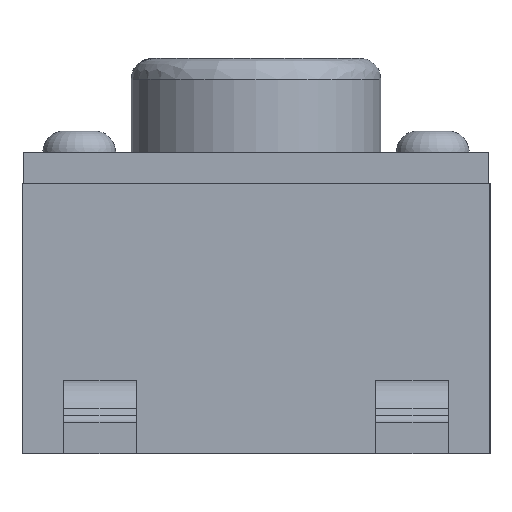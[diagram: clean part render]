
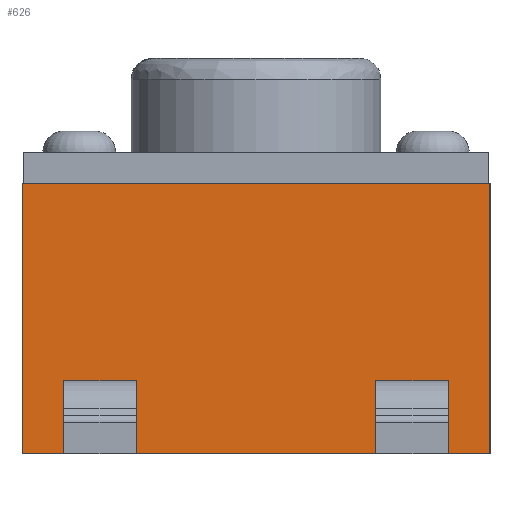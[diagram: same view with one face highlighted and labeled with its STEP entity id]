
A CAD part, front view. The second image highlights one B-rep face of the part: STEP entity #626.
In plain terms, the highlighted planar face has unit normal (0, -1, 0).
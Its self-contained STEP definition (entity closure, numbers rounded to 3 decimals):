
#8 = ORIENTED_EDGE ( 'NONE', *, *, #3165, .T. ) ;
#18 = ORIENTED_EDGE ( 'NONE', *, *, #3320, .T. ) ;
#53 = DIRECTION ( 'NONE',  ( 1., 0., 0. ) ) ;
#58 = VERTEX_POINT ( 'NONE', #238 ) ;
#81 = EDGE_CURVE ( 'NONE', #2850, #1121, #1772, .T. ) ;
#119 = CARTESIAN_POINT ( 'NONE',  ( 1.15, -2.25, 0.7 ) ) ;
#169 = CARTESIAN_POINT ( 'NONE',  ( -1.15, -2.25, 0.7 ) ) ;
#170 = LINE ( 'NONE', #3014, #1924 ) ;
#229 = DIRECTION ( 'NONE',  ( -1., 0., 0. ) ) ;
#238 = CARTESIAN_POINT ( 'NONE',  ( 1.15, -2.25, 0.4 ) ) ;
#265 = LINE ( 'NONE', #1365, #2062 ) ;
#268 = EDGE_CURVE ( 'NONE', #1780, #1859, #265, .T. ) ;
#271 = LINE ( 'NONE', #1398, #1101 ) ;
#286 = CARTESIAN_POINT ( 'NONE',  ( -2.25, -2.25, 0.7 ) ) ;
#289 = EDGE_LOOP ( 'NONE', ( #8, #1890, #1359, #2442 ) ) ;
#299 = VECTOR ( 'NONE', #2339, 1000. ) ;
#315 = DIRECTION ( 'NONE',  ( 0., 0., -1. ) ) ;
#331 = EDGE_CURVE ( 'NONE', #887, #891, #2493, .T. ) ;
#444 = VECTOR ( 'NONE', #53, 1000. ) ;
#479 = CARTESIAN_POINT ( 'NONE',  ( -2.25, -2.25, 2.6 ) ) ;
#538 = LINE ( 'NONE', #2964, #2485 ) ;
#562 = VECTOR ( 'NONE', #2478, 1000. ) ;
#570 = ORIENTED_EDGE ( 'NONE', *, *, #81, .T. ) ;
#589 = VECTOR ( 'NONE', #2659, 1000. ) ;
#610 = LINE ( 'NONE', #1555, #299 ) ;
#626 = ADVANCED_FACE ( 'NONE', ( #779, #1371, #2359 ), #1029, .T. ) ;
#633 = DIRECTION ( 'NONE',  ( 0., 0., -1. ) ) ;
#770 = CARTESIAN_POINT ( 'NONE',  ( -2.25, -2.25, 0. ) ) ;
#779 = FACE_BOUND ( 'NONE', #1537, .T. ) ;
#856 = AXIS2_PLACEMENT_3D ( 'NONE', #770, #1550, #2608 ) ;
#863 = EDGE_CURVE ( 'NONE', #1121, #2986, #538, .T. ) ;
#887 = VERTEX_POINT ( 'NONE', #119 ) ;
#891 = VERTEX_POINT ( 'NONE', #2972 ) ;
#926 = VERTEX_POINT ( 'NONE', #2987 ) ;
#980 = CARTESIAN_POINT ( 'NONE',  ( 1.85, -2.25, 0.4 ) ) ;
#1029 = PLANE ( 'NONE',  #856 ) ;
#1101 = VECTOR ( 'NONE', #2491, 1000. ) ;
#1111 = LINE ( 'NONE', #1232, #2427 ) ;
#1121 = VERTEX_POINT ( 'NONE', #1534 ) ;
#1126 = EDGE_CURVE ( 'NONE', #2850, #2574, #610, .T. ) ;
#1226 = LINE ( 'NONE', #3048, #562 ) ;
#1232 = CARTESIAN_POINT ( 'NONE',  ( 1.85, -2.25, 0. ) ) ;
#1267 = LINE ( 'NONE', #2857, #589 ) ;
#1339 = CARTESIAN_POINT ( 'NONE',  ( -2.25, -2.25, 0.7 ) ) ;
#1359 = ORIENTED_EDGE ( 'NONE', *, *, #331, .T. ) ;
#1365 = CARTESIAN_POINT ( 'NONE',  ( -1.15, -2.25, 0. ) ) ;
#1371 = FACE_BOUND ( 'NONE', #289, .T. ) ;
#1381 = DIRECTION ( 'NONE',  ( 1., 0., 0. ) ) ;
#1382 = CARTESIAN_POINT ( 'NONE',  ( 2.25, -2.25, 2.6 ) ) ;
#1398 = CARTESIAN_POINT ( 'NONE',  ( -1.85, -2.25, 0. ) ) ;
#1423 = DIRECTION ( 'NONE',  ( -1., 0., 0. ) ) ;
#1469 = EDGE_CURVE ( 'NONE', #926, #2560, #271, .T. ) ;
#1534 = CARTESIAN_POINT ( 'NONE',  ( -2.25, -2.25, 2.6 ) ) ;
#1537 = EDGE_LOOP ( 'NONE', ( #1580, #2435, #18, #1820 ) ) ;
#1550 = DIRECTION ( 'NONE',  ( 0., -1., 0. ) ) ;
#1555 = CARTESIAN_POINT ( 'NONE',  ( 2.25, -2.25, 0. ) ) ;
#1580 = ORIENTED_EDGE ( 'NONE', *, *, #2248, .T. ) ;
#1772 = LINE ( 'NONE', #479, #3093 ) ;
#1780 = VERTEX_POINT ( 'NONE', #169 ) ;
#1792 = CARTESIAN_POINT ( 'NONE',  ( 2.25, -2.25, 0. ) ) ;
#1811 = CARTESIAN_POINT ( 'NONE',  ( -2.25, -2.25, 0.4 ) ) ;
#1820 = ORIENTED_EDGE ( 'NONE', *, *, #268, .T. ) ;
#1848 = VECTOR ( 'NONE', #2562, 1000. ) ;
#1859 = VERTEX_POINT ( 'NONE', #3042 ) ;
#1890 = ORIENTED_EDGE ( 'NONE', *, *, #2594, .T. ) ;
#1924 = VECTOR ( 'NONE', #1423, 1000. ) ;
#2062 = VECTOR ( 'NONE', #315, 1000. ) ;
#2178 = LINE ( 'NONE', #1811, #1848 ) ;
#2179 = ORIENTED_EDGE ( 'NONE', *, *, #2193, .T. ) ;
#2183 = ORIENTED_EDGE ( 'NONE', *, *, #863, .T. ) ;
#2193 = EDGE_CURVE ( 'NONE', #2986, #2574, #1226, .T. ) ;
#2206 = CARTESIAN_POINT ( 'NONE',  ( -2.25, -2.25, 0. ) ) ;
#2248 = EDGE_CURVE ( 'NONE', #1859, #926, #170, .T. ) ;
#2339 = DIRECTION ( 'NONE',  ( 0., 0., -1. ) ) ;
#2359 = FACE_OUTER_BOUND ( 'NONE', #3095, .T. ) ;
#2367 = VERTEX_POINT ( 'NONE', #980 ) ;
#2407 = VECTOR ( 'NONE', #1381, 1000. ) ;
#2411 = EDGE_CURVE ( 'NONE', #891, #2367, #1111, .T. ) ;
#2427 = VECTOR ( 'NONE', #2533, 1000. ) ;
#2435 = ORIENTED_EDGE ( 'NONE', *, *, #1469, .T. ) ;
#2442 = ORIENTED_EDGE ( 'NONE', *, *, #2411, .T. ) ;
#2478 = DIRECTION ( 'NONE',  ( 1., 0., 0. ) ) ;
#2485 = VECTOR ( 'NONE', #633, 1000. ) ;
#2491 = DIRECTION ( 'NONE',  ( 0., 0., 1. ) ) ;
#2493 = LINE ( 'NONE', #1339, #2407 ) ;
#2511 = LINE ( 'NONE', #286, #444 ) ;
#2516 = ORIENTED_EDGE ( 'NONE', *, *, #1126, .F. ) ;
#2533 = DIRECTION ( 'NONE',  ( 0., 0., -1. ) ) ;
#2560 = VERTEX_POINT ( 'NONE', #3101 ) ;
#2562 = DIRECTION ( 'NONE',  ( -1., 0., 0. ) ) ;
#2574 = VERTEX_POINT ( 'NONE', #1792 ) ;
#2594 = EDGE_CURVE ( 'NONE', #58, #887, #1267, .T. ) ;
#2608 = DIRECTION ( 'NONE',  ( 1., 0., 0. ) ) ;
#2659 = DIRECTION ( 'NONE',  ( 0., 0., 1. ) ) ;
#2850 = VERTEX_POINT ( 'NONE', #1382 ) ;
#2857 = CARTESIAN_POINT ( 'NONE',  ( 1.15, -2.25, 0. ) ) ;
#2964 = CARTESIAN_POINT ( 'NONE',  ( -2.25, -2.25, 0. ) ) ;
#2972 = CARTESIAN_POINT ( 'NONE',  ( 1.85, -2.25, 0.7 ) ) ;
#2986 = VERTEX_POINT ( 'NONE', #2206 ) ;
#2987 = CARTESIAN_POINT ( 'NONE',  ( -1.85, -2.25, 0.4 ) ) ;
#3014 = CARTESIAN_POINT ( 'NONE',  ( -2.25, -2.25, 0.4 ) ) ;
#3042 = CARTESIAN_POINT ( 'NONE',  ( -1.15, -2.25, 0.4 ) ) ;
#3048 = CARTESIAN_POINT ( 'NONE',  ( 0., -2.25, 0. ) ) ;
#3093 = VECTOR ( 'NONE', #229, 1000. ) ;
#3095 = EDGE_LOOP ( 'NONE', ( #570, #2183, #2179, #2516 ) ) ;
#3101 = CARTESIAN_POINT ( 'NONE',  ( -1.85, -2.25, 0.7 ) ) ;
#3165 = EDGE_CURVE ( 'NONE', #2367, #58, #2178, .T. ) ;
#3320 = EDGE_CURVE ( 'NONE', #2560, #1780, #2511, .T. ) ;
